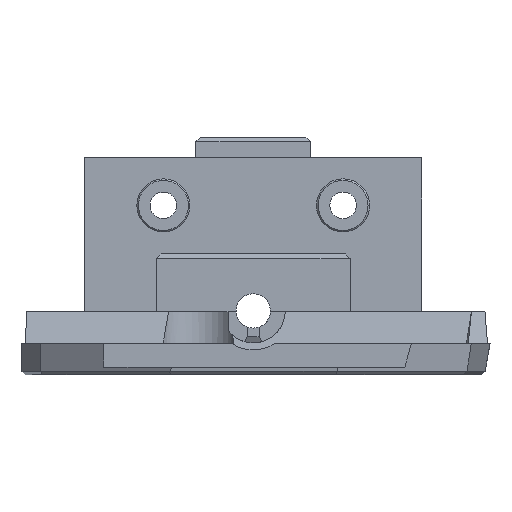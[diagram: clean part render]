
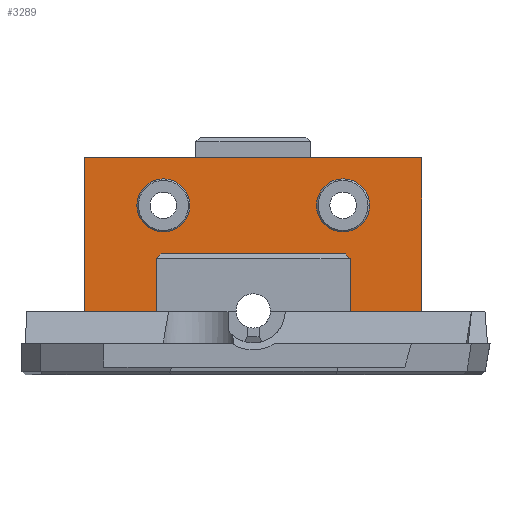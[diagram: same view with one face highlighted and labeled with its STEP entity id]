
A CAD part, front view. The second image highlights one B-rep face of the part: STEP entity #3289.
In plain terms, the highlighted planar face has unit normal (0, -1, 0).
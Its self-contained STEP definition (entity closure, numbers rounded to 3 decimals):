
#26 = EDGE_CURVE ( 'NONE', #4904, #739, #3572, .T. ) ;
#79 = EDGE_CURVE ( 'NONE', #4286, #3657, #5257, .T. ) ;
#109 = DIRECTION ( 'NONE',  ( 0., -1., 0. ) ) ;
#145 = CARTESIAN_POINT ( 'NONE',  ( 137.799, -139.486, 138.2 ) ) ;
#172 = LINE ( 'NONE', #7476, #860 ) ;
#177 = VECTOR ( 'NONE', #5095, 1000. ) ;
#199 = LINE ( 'NONE', #316, #177 ) ;
#220 = VECTOR ( 'NONE', #7542, 1000. ) ;
#230 = ORIENTED_EDGE ( 'NONE', *, *, #5304, .T. ) ;
#235 = CARTESIAN_POINT ( 'NONE',  ( 137.799, -139.486, 137.6 ) ) ;
#316 = CARTESIAN_POINT ( 'NONE',  ( 105.099, -139.486, 145.5 ) ) ;
#417 = ORIENTED_EDGE ( 'NONE', *, *, #2956, .F. ) ;
#532 = VERTEX_POINT ( 'NONE', #2351 ) ;
#589 = EDGE_CURVE ( 'NONE', #3657, #7677, #4930, .T. ) ;
#630 = CARTESIAN_POINT ( 'NONE',  ( 137.799, -139.486, 130.8 ) ) ;
#739 = VERTEX_POINT ( 'NONE', #4234 ) ;
#781 = LINE ( 'NONE', #6888, #4549 ) ;
#842 = VECTOR ( 'NONE', #4737, 1000. ) ;
#860 = VECTOR ( 'NONE', #3897, 1000. ) ;
#915 = DIRECTION ( 'NONE',  ( 0.707, 0., 0.707 ) ) ;
#1171 = ORIENTED_EDGE ( 'NONE', *, *, #1177, .F. ) ;
#1173 = EDGE_CURVE ( 'NONE', #4711, #1457, #4453, .T. ) ;
#1177 = EDGE_CURVE ( 'NONE', #7865, #7865, #4713, .T. ) ;
#1225 = CARTESIAN_POINT ( 'NONE',  ( 115.599, -139.486, 138.2 ) ) ;
#1294 = CIRCLE ( 'NONE', #1548, 3.4 ) ;
#1359 = EDGE_CURVE ( 'NONE', #1457, #532, #172, .T. ) ;
#1398 = VECTOR ( 'NONE', #2990, 1000. ) ;
#1434 = FACE_OUTER_BOUND ( 'NONE', #3028, .T. ) ;
#1457 = VERTEX_POINT ( 'NONE', #5582 ) ;
#1514 = ORIENTED_EDGE ( 'NONE', *, *, #7363, .F. ) ;
#1548 = AXIS2_PLACEMENT_3D ( 'NONE', #1584, #2837, #5844 ) ;
#1584 = CARTESIAN_POINT ( 'NONE',  ( 115.199, -139.486, 144.4 ) ) ;
#1658 = VECTOR ( 'NONE', #915, 1000. ) ;
#1820 = LINE ( 'NONE', #2390, #1398 ) ;
#1922 = PLANE ( 'NONE',  #3014 ) ;
#2033 = VECTOR ( 'NONE', #3103, 1000. ) ;
#2036 = DIRECTION ( 'NONE',  ( 0., 1., 0. ) ) ;
#2181 = ORIENTED_EDGE ( 'NONE', *, *, #4335, .T. ) ;
#2300 = ORIENTED_EDGE ( 'NONE', *, *, #2617, .T. ) ;
#2351 = CARTESIAN_POINT ( 'NONE',  ( 105.099, -139.486, 150.5 ) ) ;
#2390 = CARTESIAN_POINT ( 'NONE',  ( 126.699, -139.486, 138.2 ) ) ;
#2597 = CARTESIAN_POINT ( 'NONE',  ( 148.299, -139.486, 130.8 ) ) ;
#2617 = EDGE_CURVE ( 'NONE', #532, #739, #199, .T. ) ;
#2837 = DIRECTION ( 'NONE',  ( 0., 1., 0. ) ) ;
#2861 = ORIENTED_EDGE ( 'NONE', *, *, #26, .F. ) ;
#2906 = AXIS2_PLACEMENT_3D ( 'NONE', #5056, #109, #5531 ) ;
#2956 = EDGE_CURVE ( 'NONE', #4711, #7677, #781, .T. ) ;
#2990 = DIRECTION ( 'NONE',  ( -1., 0., 0. ) ) ;
#3014 = AXIS2_PLACEMENT_3D ( 'NONE', #3816, #2036, #6908 ) ;
#3028 = EDGE_LOOP ( 'NONE', ( #5715, #3214, #2300, #2861, #230, #2181, #1514, #3122, #5910, #417 ) ) ;
#3103 = DIRECTION ( 'NONE',  ( 0., 0., 1. ) ) ;
#3122 = ORIENTED_EDGE ( 'NONE', *, *, #79, .T. ) ;
#3214 = ORIENTED_EDGE ( 'NONE', *, *, #1359, .T. ) ;
#3241 = FACE_BOUND ( 'NONE', #4541, .T. ) ;
#3289 = ADVANCED_FACE ( 'NONE', ( #3241, #6989, #1434 ), #1922, .F. ) ;
#3459 = ORIENTED_EDGE ( 'NONE', *, *, #3777, .T. ) ;
#3572 = LINE ( 'NONE', #6018, #4830 ) ;
#3602 = CARTESIAN_POINT ( 'NONE',  ( 115.199, -139.486, 147.8 ) ) ;
#3657 = VERTEX_POINT ( 'NONE', #235 ) ;
#3777 = EDGE_CURVE ( 'NONE', #6541, #6541, #1294, .T. ) ;
#3816 = CARTESIAN_POINT ( 'NONE',  ( 0., -139.486, 0. ) ) ;
#3897 = DIRECTION ( 'NONE',  ( -1., 0., 0. ) ) ;
#3960 = CARTESIAN_POINT ( 'NONE',  ( -11., -139.486, 11. ) ) ;
#3968 = CARTESIAN_POINT ( 'NONE',  ( 137.7, -139.486, 137.7 ) ) ;
#4234 = CARTESIAN_POINT ( 'NONE',  ( 105.099, -139.486, 130.8 ) ) ;
#4286 = VERTEX_POINT ( 'NONE', #5684 ) ;
#4335 = EDGE_CURVE ( 'NONE', #7407, #6329, #7663, .T. ) ;
#4453 = LINE ( 'NONE', #2597, #220 ) ;
#4541 = EDGE_LOOP ( 'NONE', ( #1171 ) ) ;
#4549 = VECTOR ( 'NONE', #5199, 1000. ) ;
#4570 = VECTOR ( 'NONE', #5673, 1000. ) ;
#4711 = VERTEX_POINT ( 'NONE', #5299 ) ;
#4713 = CIRCLE ( 'NONE', #2906, 3.4 ) ;
#4737 = DIRECTION ( 'NONE',  ( 0.707, 0., -0.707 ) ) ;
#4821 = CARTESIAN_POINT ( 'NONE',  ( 116.199, -139.486, 138.2 ) ) ;
#4830 = VECTOR ( 'NONE', #5336, 1000. ) ;
#4904 = VERTEX_POINT ( 'NONE', #6103 ) ;
#4930 = LINE ( 'NONE', #145, #4570 ) ;
#5056 = CARTESIAN_POINT ( 'NONE',  ( 138.199, -139.486, 144.4 ) ) ;
#5095 = DIRECTION ( 'NONE',  ( 0., 0., -1. ) ) ;
#5199 = DIRECTION ( 'NONE',  ( -1., 0., 0. ) ) ;
#5257 = LINE ( 'NONE', #3968, #842 ) ;
#5299 = CARTESIAN_POINT ( 'NONE',  ( 148.299, -139.486, 130.8 ) ) ;
#5304 = EDGE_CURVE ( 'NONE', #4904, #7407, #6733, .T. ) ;
#5336 = DIRECTION ( 'NONE',  ( -1., 0., 0. ) ) ;
#5531 = DIRECTION ( 'NONE',  ( 0., 0., 1. ) ) ;
#5582 = CARTESIAN_POINT ( 'NONE',  ( 148.299, -139.486, 150.5 ) ) ;
#5673 = DIRECTION ( 'NONE',  ( 0., 0., -1. ) ) ;
#5684 = CARTESIAN_POINT ( 'NONE',  ( 137.199, -139.486, 138.2 ) ) ;
#5715 = ORIENTED_EDGE ( 'NONE', *, *, #1173, .T. ) ;
#5844 = DIRECTION ( 'NONE',  ( 0., 0., 1. ) ) ;
#5910 = ORIENTED_EDGE ( 'NONE', *, *, #589, .T. ) ;
#6018 = CARTESIAN_POINT ( 'NONE',  ( 126.699, -139.486, 130.8 ) ) ;
#6103 = CARTESIAN_POINT ( 'NONE',  ( 115.599, -139.486, 130.8 ) ) ;
#6329 = VERTEX_POINT ( 'NONE', #4821 ) ;
#6541 = VERTEX_POINT ( 'NONE', #3602 ) ;
#6667 = CARTESIAN_POINT ( 'NONE',  ( 138.199, -139.486, 147.8 ) ) ;
#6733 = LINE ( 'NONE', #1225, #2033 ) ;
#6888 = CARTESIAN_POINT ( 'NONE',  ( 126.699, -139.486, 130.8 ) ) ;
#6908 = DIRECTION ( 'NONE',  ( 0., 0., 1. ) ) ;
#6989 = FACE_BOUND ( 'NONE', #7494, .T. ) ;
#7260 = CARTESIAN_POINT ( 'NONE',  ( 115.599, -139.486, 137.6 ) ) ;
#7363 = EDGE_CURVE ( 'NONE', #4286, #6329, #1820, .T. ) ;
#7407 = VERTEX_POINT ( 'NONE', #7260 ) ;
#7476 = CARTESIAN_POINT ( 'NONE',  ( 0., -139.486, 150.5 ) ) ;
#7494 = EDGE_LOOP ( 'NONE', ( #3459 ) ) ;
#7542 = DIRECTION ( 'NONE',  ( 0., 0., 1. ) ) ;
#7663 = LINE ( 'NONE', #3960, #1658 ) ;
#7677 = VERTEX_POINT ( 'NONE', #630 ) ;
#7865 = VERTEX_POINT ( 'NONE', #6667 ) ;
